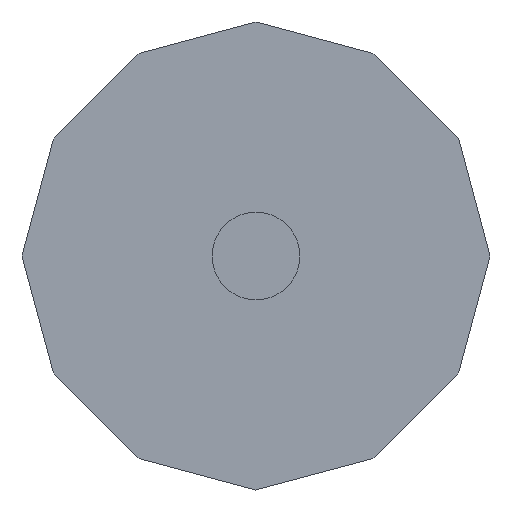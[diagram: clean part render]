
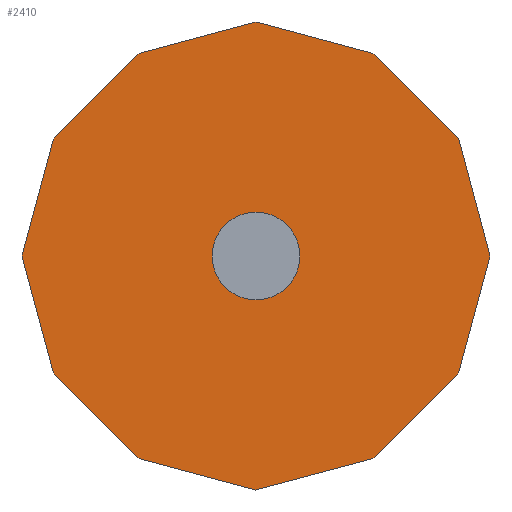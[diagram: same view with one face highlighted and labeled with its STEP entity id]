
A CAD part, front view. The second image highlights one B-rep face of the part: STEP entity #2410.
In plain terms, the highlighted planar face has unit normal (0, -1, 0).
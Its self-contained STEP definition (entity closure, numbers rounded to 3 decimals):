
#15 = DIRECTION ( 'NONE',  ( 0., 0., -1. ) ) ;
#50 = CARTESIAN_POINT ( 'NONE',  ( 10.392, -3., 6. ) ) ;
#56 = PLANE ( 'NONE',  #1730 ) ;
#65 = DIRECTION ( 'NONE',  ( -0.707, 0., -0.707 ) ) ;
#76 = DIRECTION ( 'NONE',  ( -0.707, 0., 0.707 ) ) ;
#112 = VECTOR ( 'NONE', #1802, 1000. ) ;
#129 = ORIENTED_EDGE ( 'NONE', *, *, #1996, .T. ) ;
#151 = EDGE_CURVE ( 'NONE', #1966, #2204, #1915, .T. ) ;
#164 = DIRECTION ( 'NONE',  ( 0.966, 0., -0.259 ) ) ;
#261 = DIRECTION ( 'NONE',  ( -0.259, 0., -0.966 ) ) ;
#269 = CARTESIAN_POINT ( 'NONE',  ( -6., -3., 10.392 ) ) ;
#327 = VERTEX_POINT ( 'NONE', #2628 ) ;
#338 = DIRECTION ( 'NONE',  ( 0.707, 0., 0.707 ) ) ;
#340 = DIRECTION ( 'NONE',  ( -0.966, 0., -0.259 ) ) ;
#347 = DIRECTION ( 'NONE',  ( 0.259, 0., 0.966 ) ) ;
#391 = CARTESIAN_POINT ( 'NONE',  ( 12., -3., 0. ) ) ;
#503 = VERTEX_POINT ( 'NONE', #2077 ) ;
#509 = CARTESIAN_POINT ( 'NONE',  ( -10.392, -3., -6. ) ) ;
#519 = EDGE_CURVE ( 'NONE', #1060, #2278, #909, .T. ) ;
#547 = CARTESIAN_POINT ( 'NONE',  ( 12., -3., 0. ) ) ;
#669 = CIRCLE ( 'NONE', #1880, 2.25 ) ;
#686 = CARTESIAN_POINT ( 'NONE',  ( 0., -3., 0. ) ) ;
#697 = LINE ( 'NONE', #2361, #2269 ) ;
#757 = CARTESIAN_POINT ( 'NONE',  ( 10.392, -3., 6. ) ) ;
#796 = VECTOR ( 'NONE', #945, 1000. ) ;
#801 = EDGE_CURVE ( 'NONE', #2278, #327, #1258, .T. ) ;
#818 = ORIENTED_EDGE ( 'NONE', *, *, #519, .T. ) ;
#882 = CIRCLE ( 'NONE', #1794, 2.25 ) ;
#886 = FACE_BOUND ( 'NONE', #1086, .T. ) ;
#909 = LINE ( 'NONE', #2185, #2045 ) ;
#934 = EDGE_LOOP ( 'NONE', ( #1542, #1361, #818, #2246, #2526, #2123, #1363, #1737, #939, #1069, #2233, #129 ) ) ;
#939 = ORIENTED_EDGE ( 'NONE', *, *, #1708, .T. ) ;
#945 = DIRECTION ( 'NONE',  ( -0.259, 0., 0.966 ) ) ;
#951 = LINE ( 'NONE', #2589, #1309 ) ;
#965 = DIRECTION ( 'NONE',  ( 0.259, 0., -0.966 ) ) ;
#980 = LINE ( 'NONE', #2234, #2272 ) ;
#985 = CARTESIAN_POINT ( 'NONE',  ( -12., -3., 0. ) ) ;
#992 = CARTESIAN_POINT ( 'NONE',  ( 0., -3., -2.25 ) ) ;
#997 = LINE ( 'NONE', #2253, #1841 ) ;
#998 = CARTESIAN_POINT ( 'NONE',  ( 0., -3., 2.25 ) ) ;
#1060 = VERTEX_POINT ( 'NONE', #2414 ) ;
#1069 = ORIENTED_EDGE ( 'NONE', *, *, #1797, .T. ) ;
#1086 = EDGE_LOOP ( 'NONE', ( #2261, #1963 ) ) ;
#1100 = EDGE_CURVE ( 'NONE', #2204, #1060, #2232, .T. ) ;
#1136 = VECTOR ( 'NONE', #2167, 1000. ) ;
#1158 = DIRECTION ( 'NONE',  ( 0., 0., -1. ) ) ;
#1165 = LINE ( 'NONE', #547, #796 ) ;
#1206 = VECTOR ( 'NONE', #261, 1000. ) ;
#1248 = EDGE_CURVE ( 'NONE', #2600, #1661, #1334, .T. ) ;
#1258 = LINE ( 'NONE', #269, #2489 ) ;
#1259 = CARTESIAN_POINT ( 'NONE',  ( -6., -3., -10.392 ) ) ;
#1301 = EDGE_CURVE ( 'NONE', #503, #2230, #980, .T. ) ;
#1309 = VECTOR ( 'NONE', #1960, 1000. ) ;
#1328 = EDGE_CURVE ( 'NONE', #2247, #2600, #1787, .T. ) ;
#1334 = LINE ( 'NONE', #509, #1136 ) ;
#1351 = CARTESIAN_POINT ( 'NONE',  ( -10.392, -3., -6. ) ) ;
#1361 = ORIENTED_EDGE ( 'NONE', *, *, #1100, .T. ) ;
#1363 = ORIENTED_EDGE ( 'NONE', *, *, #1248, .T. ) ;
#1387 = VERTEX_POINT ( 'NONE', #992 ) ;
#1395 = CARTESIAN_POINT ( 'NONE',  ( -12., -3., 0. ) ) ;
#1496 = EDGE_CURVE ( 'NONE', #2125, #1387, #669, .T. ) ;
#1526 = CARTESIAN_POINT ( 'NONE',  ( -10.392, -3., 6. ) ) ;
#1541 = EDGE_CURVE ( 'NONE', #1661, #2193, #997, .T. ) ;
#1542 = ORIENTED_EDGE ( 'NONE', *, *, #151, .T. ) ;
#1661 = VERTEX_POINT ( 'NONE', #1259 ) ;
#1705 = VECTOR ( 'NONE', #965, 1000. ) ;
#1708 = EDGE_CURVE ( 'NONE', #2193, #1934, #951, .T. ) ;
#1730 = AXIS2_PLACEMENT_3D ( 'NONE', #2332, #2343, #2548 ) ;
#1737 = ORIENTED_EDGE ( 'NONE', *, *, #1541, .T. ) ;
#1758 = EDGE_CURVE ( 'NONE', #1387, #2125, #882, .T. ) ;
#1787 = LINE ( 'NONE', #1395, #1705 ) ;
#1794 = AXIS2_PLACEMENT_3D ( 'NONE', #686, #2195, #1158 ) ;
#1797 = EDGE_CURVE ( 'NONE', #1934, #503, #697, .T. ) ;
#1802 = DIRECTION ( 'NONE',  ( -0.966, 0., 0.259 ) ) ;
#1827 = CARTESIAN_POINT ( 'NONE',  ( 6., -3., 10.392 ) ) ;
#1841 = VECTOR ( 'NONE', #164, 1000. ) ;
#1861 = DIRECTION ( 'NONE',  ( 0., -1., 0. ) ) ;
#1870 = CARTESIAN_POINT ( 'NONE',  ( -6., -3., 10.392 ) ) ;
#1880 = AXIS2_PLACEMENT_3D ( 'NONE', #2227, #1861, #15 ) ;
#1915 = LINE ( 'NONE', #50, #2270 ) ;
#1923 = FACE_OUTER_BOUND ( 'NONE', #934, .T. ) ;
#1934 = VERTEX_POINT ( 'NONE', #2029 ) ;
#1960 = DIRECTION ( 'NONE',  ( 0.966, 0., 0.259 ) ) ;
#1963 = ORIENTED_EDGE ( 'NONE', *, *, #1496, .F. ) ;
#1966 = VERTEX_POINT ( 'NONE', #757 ) ;
#1996 = EDGE_CURVE ( 'NONE', #2230, #1966, #1165, .T. ) ;
#2023 = CARTESIAN_POINT ( 'NONE',  ( 6., -3., 10.392 ) ) ;
#2029 = CARTESIAN_POINT ( 'NONE',  ( 6., -3., -10.392 ) ) ;
#2045 = VECTOR ( 'NONE', #340, 1000. ) ;
#2077 = CARTESIAN_POINT ( 'NONE',  ( 10.392, -3., -6. ) ) ;
#2103 = LINE ( 'NONE', #1526, #1206 ) ;
#2123 = ORIENTED_EDGE ( 'NONE', *, *, #1328, .T. ) ;
#2125 = VERTEX_POINT ( 'NONE', #998 ) ;
#2167 = DIRECTION ( 'NONE',  ( 0.707, 0., -0.707 ) ) ;
#2185 = CARTESIAN_POINT ( 'NONE',  ( 0., -3., 12. ) ) ;
#2193 = VERTEX_POINT ( 'NONE', #2228 ) ;
#2195 = DIRECTION ( 'NONE',  ( 0., -1., 0. ) ) ;
#2204 = VERTEX_POINT ( 'NONE', #2023 ) ;
#2227 = CARTESIAN_POINT ( 'NONE',  ( 0., -3., 0. ) ) ;
#2228 = CARTESIAN_POINT ( 'NONE',  ( 0., -3., -12. ) ) ;
#2230 = VERTEX_POINT ( 'NONE', #391 ) ;
#2232 = LINE ( 'NONE', #1827, #112 ) ;
#2233 = ORIENTED_EDGE ( 'NONE', *, *, #1301, .T. ) ;
#2234 = CARTESIAN_POINT ( 'NONE',  ( 10.392, -3., -6. ) ) ;
#2246 = ORIENTED_EDGE ( 'NONE', *, *, #801, .T. ) ;
#2247 = VERTEX_POINT ( 'NONE', #985 ) ;
#2253 = CARTESIAN_POINT ( 'NONE',  ( -6., -3., -10.392 ) ) ;
#2261 = ORIENTED_EDGE ( 'NONE', *, *, #1758, .F. ) ;
#2269 = VECTOR ( 'NONE', #338, 1000. ) ;
#2270 = VECTOR ( 'NONE', #76, 1000. ) ;
#2272 = VECTOR ( 'NONE', #347, 1000. ) ;
#2278 = VERTEX_POINT ( 'NONE', #1870 ) ;
#2332 = CARTESIAN_POINT ( 'NONE',  ( 0., -3., 0. ) ) ;
#2343 = DIRECTION ( 'NONE',  ( 0., -1., 0. ) ) ;
#2361 = CARTESIAN_POINT ( 'NONE',  ( 6., -3., -10.392 ) ) ;
#2410 = ADVANCED_FACE ( 'NONE', ( #886, #1923 ), #56, .T. ) ;
#2414 = CARTESIAN_POINT ( 'NONE',  ( 0., -3., 12. ) ) ;
#2448 = EDGE_CURVE ( 'NONE', #327, #2247, #2103, .T. ) ;
#2489 = VECTOR ( 'NONE', #65, 1000. ) ;
#2526 = ORIENTED_EDGE ( 'NONE', *, *, #2448, .T. ) ;
#2548 = DIRECTION ( 'NONE',  ( 0., 0., -1. ) ) ;
#2589 = CARTESIAN_POINT ( 'NONE',  ( 0., -3., -12. ) ) ;
#2600 = VERTEX_POINT ( 'NONE', #1351 ) ;
#2628 = CARTESIAN_POINT ( 'NONE',  ( -10.392, -3., 6. ) ) ;
